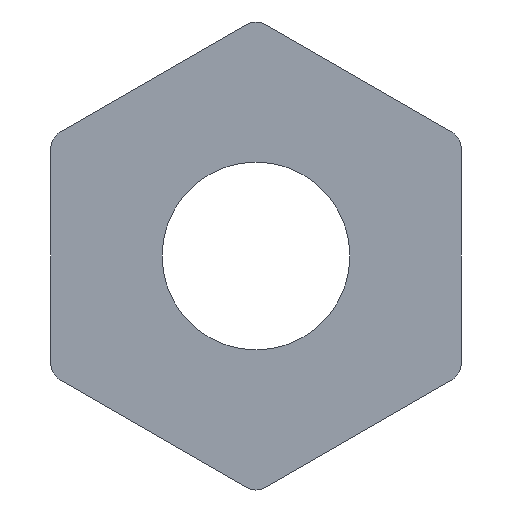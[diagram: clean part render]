
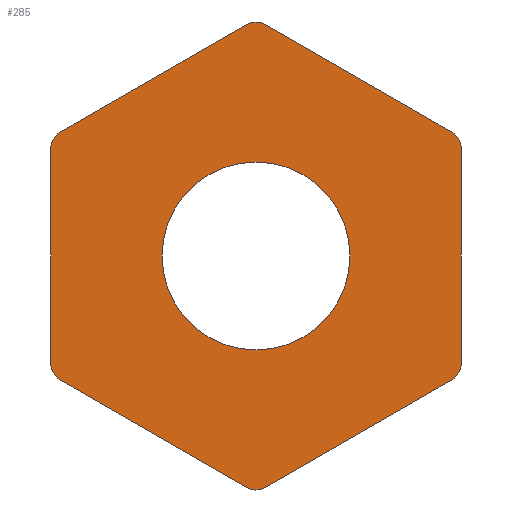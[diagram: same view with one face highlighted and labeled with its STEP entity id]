
A CAD part, front view. The second image highlights one B-rep face of the part: STEP entity #285.
In plain terms, the highlighted planar face has unit normal (0, -1, 0).
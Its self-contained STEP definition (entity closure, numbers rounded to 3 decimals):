
#16=FACE_BOUND('',#56,.T.);
#24=PLANE('',#328);
#39=FACE_OUTER_BOUND('',#55,.T.);
#55=EDGE_LOOP('',(#251,#252,#253,#254,#255,#256,#257,#258,#259,#260,#261,
#262));
#56=EDGE_LOOP('',(#263));
#58=LINE('',#424,#83);
#63=LINE('',#438,#88);
#67=LINE('',#450,#92);
#71=LINE('',#462,#96);
#75=LINE('',#474,#100);
#79=LINE('',#486,#104);
#83=VECTOR('',#340,10.);
#88=VECTOR('',#353,10.);
#92=VECTOR('',#365,10.);
#96=VECTOR('',#377,10.);
#100=VECTOR('',#389,10.);
#104=VECTOR('',#401,10.);
#108=CIRCLE('',#302,1.225);
#109=CIRCLE('',#305,0.25);
#111=CIRCLE('',#309,0.25);
#113=CIRCLE('',#313,0.25);
#115=CIRCLE('',#317,0.25);
#117=CIRCLE('',#321,0.25);
#119=CIRCLE('',#325,0.25);
#122=VERTEX_POINT('',#418);
#123=VERTEX_POINT('',#422);
#124=VERTEX_POINT('',#423);
#127=VERTEX_POINT('',#431);
#129=VERTEX_POINT('',#437);
#131=VERTEX_POINT('',#443);
#133=VERTEX_POINT('',#449);
#135=VERTEX_POINT('',#455);
#137=VERTEX_POINT('',#461);
#139=VERTEX_POINT('',#467);
#141=VERTEX_POINT('',#473);
#143=VERTEX_POINT('',#479);
#145=VERTEX_POINT('',#485);
#149=EDGE_CURVE('',#122,#122,#108,.T.);
#150=EDGE_CURVE('',#123,#124,#58,.T.);
#154=EDGE_CURVE('',#127,#123,#109,.T.);
#157=EDGE_CURVE('',#129,#127,#63,.T.);
#160=EDGE_CURVE('',#131,#129,#111,.T.);
#163=EDGE_CURVE('',#133,#131,#67,.T.);
#166=EDGE_CURVE('',#135,#133,#113,.T.);
#169=EDGE_CURVE('',#137,#135,#71,.T.);
#172=EDGE_CURVE('',#139,#137,#115,.T.);
#175=EDGE_CURVE('',#141,#139,#75,.T.);
#178=EDGE_CURVE('',#143,#141,#117,.T.);
#181=EDGE_CURVE('',#145,#143,#79,.T.);
#184=EDGE_CURVE('',#124,#145,#119,.T.);
#251=ORIENTED_EDGE('',*,*,#184,.F.);
#252=ORIENTED_EDGE('',*,*,#150,.F.);
#253=ORIENTED_EDGE('',*,*,#154,.F.);
#254=ORIENTED_EDGE('',*,*,#157,.F.);
#255=ORIENTED_EDGE('',*,*,#160,.F.);
#256=ORIENTED_EDGE('',*,*,#163,.F.);
#257=ORIENTED_EDGE('',*,*,#166,.F.);
#258=ORIENTED_EDGE('',*,*,#169,.F.);
#259=ORIENTED_EDGE('',*,*,#172,.F.);
#260=ORIENTED_EDGE('',*,*,#175,.F.);
#261=ORIENTED_EDGE('',*,*,#178,.F.);
#262=ORIENTED_EDGE('',*,*,#181,.F.);
#263=ORIENTED_EDGE('',*,*,#149,.F.);
#285=ADVANCED_FACE('',(#39,#16),#24,.F.);
#302=AXIS2_PLACEMENT_3D('',#420,#336,#337);
#305=AXIS2_PLACEMENT_3D('',#432,#346,#347);
#309=AXIS2_PLACEMENT_3D('',#444,#358,#359);
#313=AXIS2_PLACEMENT_3D('',#456,#370,#371);
#317=AXIS2_PLACEMENT_3D('',#468,#382,#383);
#321=AXIS2_PLACEMENT_3D('',#480,#394,#395);
#325=AXIS2_PLACEMENT_3D('',#491,#406,#407);
#328=AXIS2_PLACEMENT_3D('',#494,#412,#413);
#336=DIRECTION('center_axis',(0.,-1.,0.));
#337=DIRECTION('ref_axis',(1.,0.,0.));
#340=DIRECTION('',(0.866,0.,0.5));
#346=DIRECTION('center_axis',(0.,1.,0.));
#347=DIRECTION('ref_axis',(-1.,0.,0.));
#353=DIRECTION('',(0.,0.,1.));
#358=DIRECTION('center_axis',(0.,1.,0.));
#359=DIRECTION('ref_axis',(-0.5,0.,-0.866));
#365=DIRECTION('',(-0.866,0.,0.5));
#370=DIRECTION('center_axis',(0.,1.,0.));
#371=DIRECTION('ref_axis',(0.5,0.,-0.866));
#377=DIRECTION('',(-0.866,0.,-0.5));
#382=DIRECTION('center_axis',(0.,1.,0.));
#383=DIRECTION('ref_axis',(1.,0.,0.));
#389=DIRECTION('',(0.,0.,-1.));
#394=DIRECTION('center_axis',(0.,1.,0.));
#395=DIRECTION('ref_axis',(0.5,0.,0.866));
#401=DIRECTION('',(0.866,0.,-0.5));
#406=DIRECTION('center_axis',(0.,1.,0.));
#407=DIRECTION('ref_axis',(-0.5,0.,0.866));
#412=DIRECTION('center_axis',(0.,1.,0.));
#413=DIRECTION('ref_axis',(1.,0.,0.));
#418=CARTESIAN_POINT('',(-1.225,0.,0.));
#420=CARTESIAN_POINT('Origin',(0.,0.,0.));
#422=CARTESIAN_POINT('',(-2.55,0.,1.617));
#423=CARTESIAN_POINT('',(-0.125,0.,3.017));
#424=CARTESIAN_POINT('',(-2.55,0.,1.617));
#431=CARTESIAN_POINT('',(-2.675,0.,1.4));
#432=CARTESIAN_POINT('Origin',(-2.425,0.,1.4));
#437=CARTESIAN_POINT('',(-2.675,0.,-1.4));
#438=CARTESIAN_POINT('',(-2.675,0.,-1.4));
#443=CARTESIAN_POINT('',(-2.55,0.,-1.617));
#444=CARTESIAN_POINT('Origin',(-2.425,0.,-1.4));
#449=CARTESIAN_POINT('',(-0.125,0.,-3.017));
#450=CARTESIAN_POINT('',(-0.125,0.,-3.017));
#455=CARTESIAN_POINT('',(0.125,0.,-3.017));
#456=CARTESIAN_POINT('Origin',(0.,0.,-2.8));
#461=CARTESIAN_POINT('',(2.55,0.,-1.617));
#462=CARTESIAN_POINT('',(2.55,0.,-1.617));
#467=CARTESIAN_POINT('',(2.675,0.,-1.4));
#468=CARTESIAN_POINT('Origin',(2.425,0.,-1.4));
#473=CARTESIAN_POINT('',(2.675,0.,1.4));
#474=CARTESIAN_POINT('',(2.675,0.,1.4));
#479=CARTESIAN_POINT('',(2.55,0.,1.617));
#480=CARTESIAN_POINT('Origin',(2.425,0.,1.4));
#485=CARTESIAN_POINT('',(0.125,0.,3.017));
#486=CARTESIAN_POINT('',(0.125,0.,3.017));
#491=CARTESIAN_POINT('Origin',(0.,0.,2.8));
#494=CARTESIAN_POINT('Origin',(0.,0.,0.));
